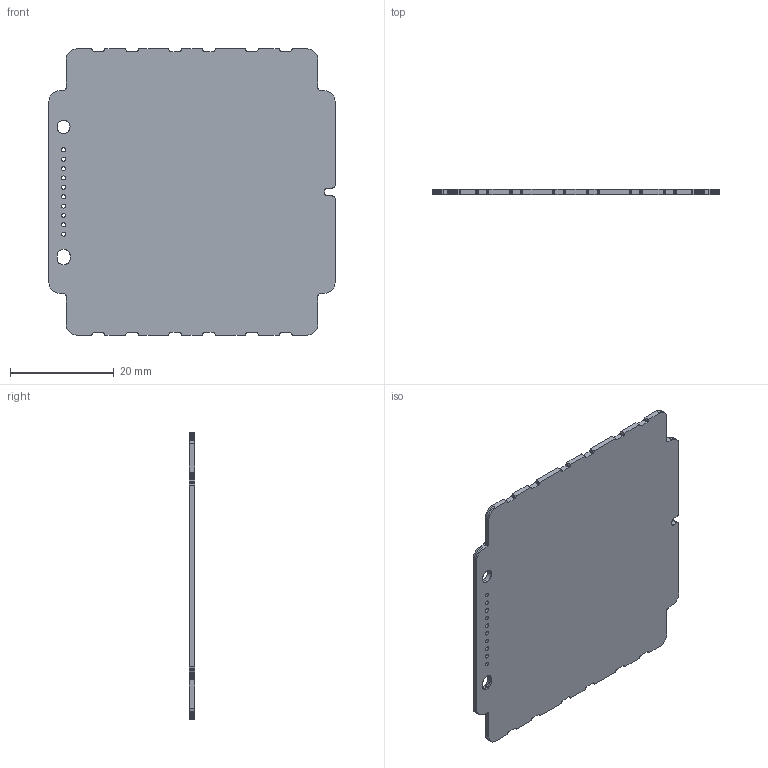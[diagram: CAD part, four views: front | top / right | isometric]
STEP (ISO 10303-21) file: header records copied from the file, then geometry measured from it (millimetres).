
FILE_DESCRIPTION(/* description */ (''),/* implementation_level */ '2;1');
FILE_NAME(/* name */ 'usrr5_board_v2.step',/* time_stamp */ '2023-11-21T23:27:45+01:00',/* author */ (''),/* organization */ (''),/* preprocessor_version */ 'ST-DEVELOPER v20',/* originating_system */ 'Autodesk Translation Framework v12.14.0.127',/* authorisation */ '');
FILE_SCHEMA (('AUTOMOTIVE_DESIGN { 1 0 10303 214 3 1 1 }'));
Length unit declared in the file: millimetre
Products named in the file (1): (Unsaved)
Bounding box: 55.02 x 1 x 55.02 mm (x, y, z)
Volume: 2883.6 mm3; surface area: 6030.1 mm2
Topology: 1 solids, 1 shells, 633 faces, 1893 edges, 1262 vertices
Faces by surface type: plane 539, bspline 94
Entity records: 21210 total; most frequent: CARTESIAN_POINT 5011, ORIENTED_EDGE 3786, DIRECTION 2785, EDGE_CURVE 1893, LINE 1705, VECTOR 1705, VERTEX_POINT 1262, EDGE_LOOP 657
